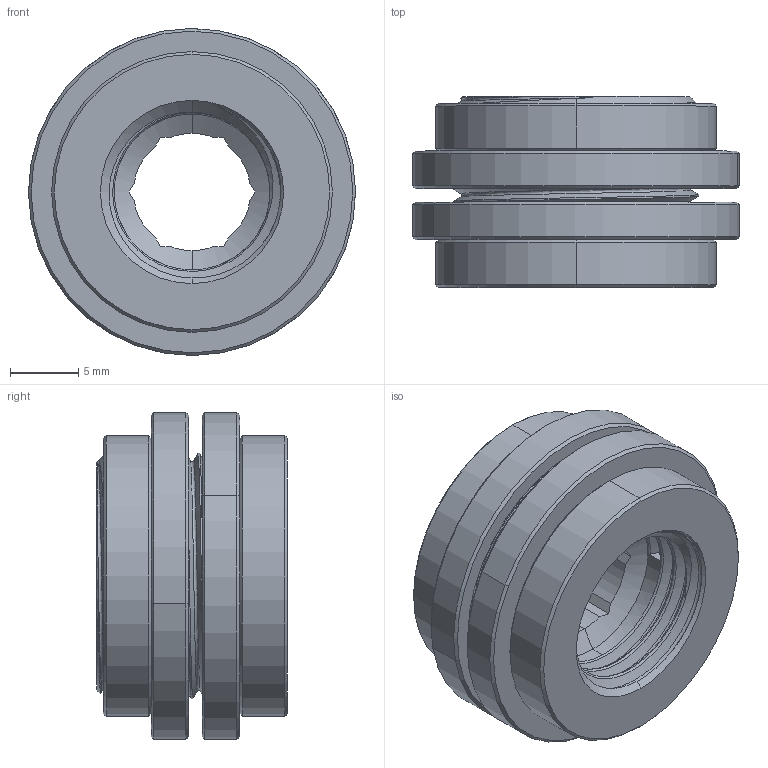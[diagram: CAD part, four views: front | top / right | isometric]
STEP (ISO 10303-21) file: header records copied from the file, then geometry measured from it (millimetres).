
FILE_DESCRIPTION (( 'STEP AP203' ), '1' );
FILE_NAME ('3D_Model_TG-DM-FIT-0016_DeltaMate_Pass_Through_-_Black.STEP', '2025-11-27T16:31:50', ( '' ), ( '' ), 'SwSTEP 2.0', 'SolidWorks 2024', '' );
FILE_SCHEMA (( 'CONFIG_CONTROL_DESIGN' ));
Length unit declared in the file: millimetre
Products named in the file (1): 3D_Model_TG-DM-FIT-0016_DeltaMate_Pass_Through_-_Black
Bounding box: 24 x 14 x 24 mm (x, y, z)
Volume: 3206.9 mm3; surface area: 4362.6 mm2
Topology: 4 solids, 4 shells, 143 faces, 350 edges, 218 vertices
Faces by surface type: cylinder 54, cone 43, plane 26, bspline 16, torus 4
Entity records: 10239 total; most frequent: CARTESIAN_POINT 7122, ORIENTED_EDGE 700, DIRECTION 569, EDGE_CURVE 350, AXIS2_PLACEMENT_3D 230, VERTEX_POINT 218, EDGE_LOOP 154, FACE_OUTER_BOUND 143
